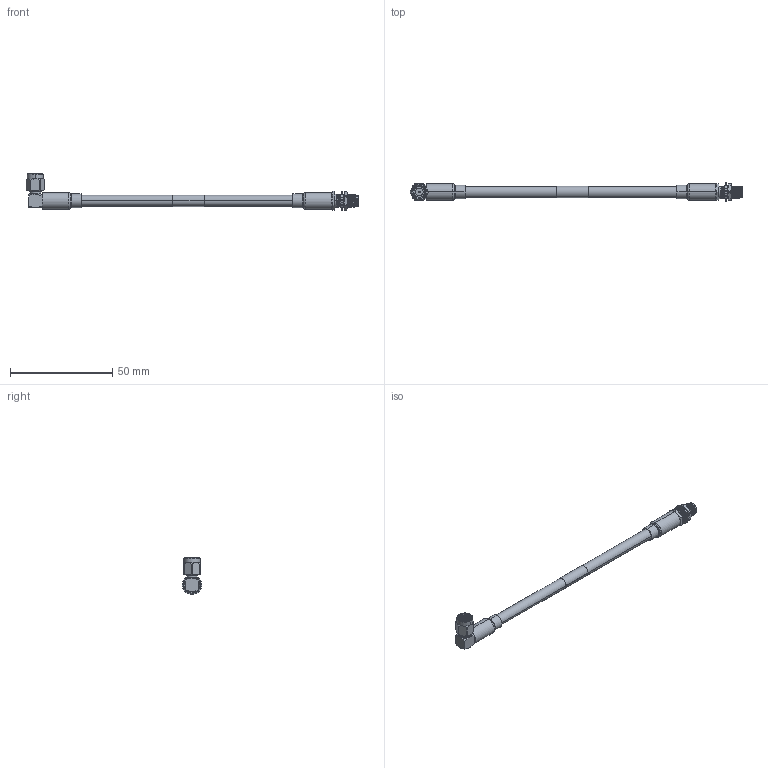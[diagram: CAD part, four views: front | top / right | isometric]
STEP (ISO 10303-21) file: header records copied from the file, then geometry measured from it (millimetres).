
FILE_DESCRIPTION (( 'STEP AP203' ), '1' );
FILE_NAME ('FMCA2734.STEP', '2022-03-09T18:16:26', ( '' ), ( '' ), 'SwSTEP 2.0', 'SolidWorks 2021', '' );
FILE_SCHEMA (( 'CONFIG_CONTROL_DESIGN' ));
Products named in the file (5): SC6050; FMCA2734; FMCN1748; RG223_with label; CA-240-MA1_.75" Long
Assembly tree (5 placements, depth 2):
  FMCA2734
    RG223_with label
    FMCN1748
    SC6050
    CA-240-MA1_.75" Long  x2
Bounding box: 162.18 x 9.4 x 18.03 mm (x, y, z)
Volume: 4471.1 mm3; surface area: 7418 mm2
Topology: 13 solids, 13 shells, 3550 faces, 7579 edges, 4085 vertices
Faces by surface type: bspline 2490, cylinder 672, plane 299, cone 69, torus 20
Entity records: 158405 total; most frequent: CARTESIAN_POINT 110247, ORIENTED_EDGE 15066, EDGE_CURVE 7533, VERTEX_POINT 4061, EDGE_LOOP 3574, FACE_OUTER_BOUND 3528, ADVANCED_FACE 3528, DIRECTION 3364
